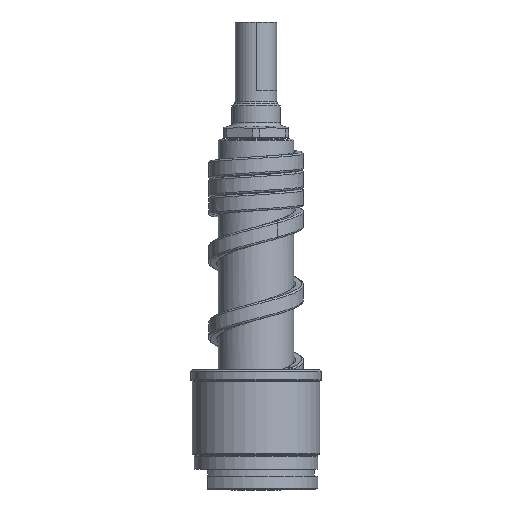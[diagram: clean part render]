
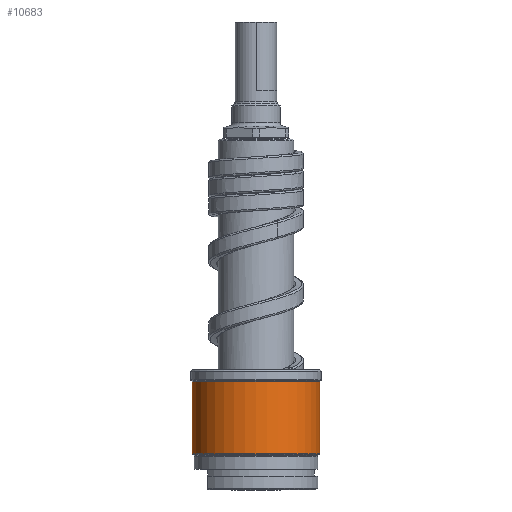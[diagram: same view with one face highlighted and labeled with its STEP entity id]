
A CAD part, front view. The second image highlights one B-rep face of the part: STEP entity #10683.
In plain terms, the highlighted cylindrical face has radius 18.5 mm (diameter 37 mm), a partial arc.
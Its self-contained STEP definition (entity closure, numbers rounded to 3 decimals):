
#3223=CARTESIAN_POINT('',(0.,0.,10.583));
#3224=DIRECTION('',(0.,0.,1.));
#3225=DIRECTION('',(-1.,0.,0.));
#3226=AXIS2_PLACEMENT_3D('',#3223,#3224,#3225);
#3228=DIRECTION('',(0.,0.,-1.));
#3229=VECTOR('',#3228,20.834);
#3230=CARTESIAN_POINT('',(-18.5,0.,31.417));
#3231=LINE('',#3230,#3229);
#3232=CARTESIAN_POINT('',(0.,0.,31.417));
#3233=DIRECTION('',(0.,0.,1.));
#3234=DIRECTION('',(-1.,0.,0.));
#3235=AXIS2_PLACEMENT_3D('',#3232,#3233,#3234);
#3237=DIRECTION('',(0.,0.,-1.));
#3238=VECTOR('',#3237,20.834);
#3239=CARTESIAN_POINT('',(18.5,0.,31.417));
#3240=LINE('',#3239,#3238);
#6019=CARTESIAN_POINT('',(18.5,0.,31.417));
#6020=CARTESIAN_POINT('',(-18.5,0.,31.417));
#6021=VERTEX_POINT('',#6019);
#6022=VERTEX_POINT('',#6020);
#6045=CARTESIAN_POINT('',(18.5,0.,10.583));
#6046=VERTEX_POINT('',#6045);
#6047=CARTESIAN_POINT('',(-18.5,0.,10.583));
#6048=VERTEX_POINT('',#6047);
#10671=CARTESIAN_POINT('',(0.,0.,8.75));
#10672=DIRECTION('',(0.,0.,1.));
#10673=DIRECTION('',(-1.,0.,0.));
#10674=AXIS2_PLACEMENT_3D('',#10671,#10672,#10673);
#10675=CYLINDRICAL_SURFACE('',#10674,18.5);
#10676=ORIENTED_EDGE('',*,*,#10652,.F.);
#10677=ORIENTED_EDGE('',*,*,#10633,.F.);
#10679=ORIENTED_EDGE('',*,*,#10678,.T.);
#10680=ORIENTED_EDGE('',*,*,#10629,.T.);
#10681=EDGE_LOOP('',(#10676,#10677,#10679,#10680));
#10682=FACE_OUTER_BOUND('',#10681,.F.);
#3227=CIRCLE('',#3226,18.5);
#3236=CIRCLE('',#3235,18.5);
#10629=EDGE_CURVE('',#6021,#6046,#3240,.T.);
#10633=EDGE_CURVE('',#6022,#6048,#3231,.T.);
#10652=EDGE_CURVE('',#6048,#6046,#3227,.T.);
#10678=EDGE_CURVE('',#6022,#6021,#3236,.T.);
#10683=ADVANCED_FACE('',(#10682),#10675,.T.);
